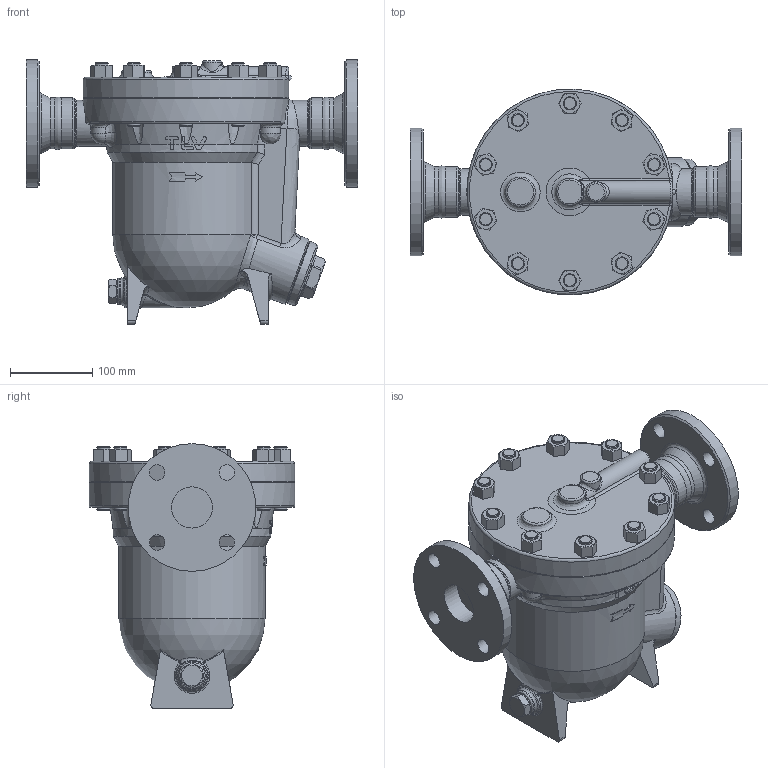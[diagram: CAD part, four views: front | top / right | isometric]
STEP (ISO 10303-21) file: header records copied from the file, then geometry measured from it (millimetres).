
FILE_DESCRIPTION((''),'2;1');
FILE_NAME('j72rb-050-jis10-00.stp','2010-08-24T16:20:52',('nakaot'),(''),'Autodesk Inventor 2008','Autodesk Inventor 2008','');
FILE_SCHEMA(('AUTOMOTIVE_DESIGN { 1 0 10303 214 1 1 1 1 }'));
Length unit declared in the file: millimetre
Products named in the file (1): j72rb-050-jis10-00
Bounding box: 403 x 250 x 321.5 mm (x, y, z)
Volume: 9762959.7 mm3; surface area: 503429.3 mm2
Topology: 5 solids, 5 shells, 506 faces, 1206 edges, 746 vertices
Faces by surface type: plane 164, bspline 114, cone 110, cylinder 101, torus 13, sphere 4
Full cylindrical faces by diameter (mm): 13.835 x2, 16 x26, 19 x4, 24 x1, 26 x1, 32 x1, 50 x1, 56 x2, 62 x3, 78 x1, 80 x1, 84 x1, 150 x1, 155 x1, 250 x2
Entity records: 23820 total; most frequent: CARTESIAN_POINT 13693, ORIENTED_EDGE 2106, DIRECTION 1876, EDGE_CURVE 1053, AXIS2_PLACEMENT_3D 814, VERTEX_POINT 716, EDGE_LOOP 701, FACE_OUTER_BOUND 506
